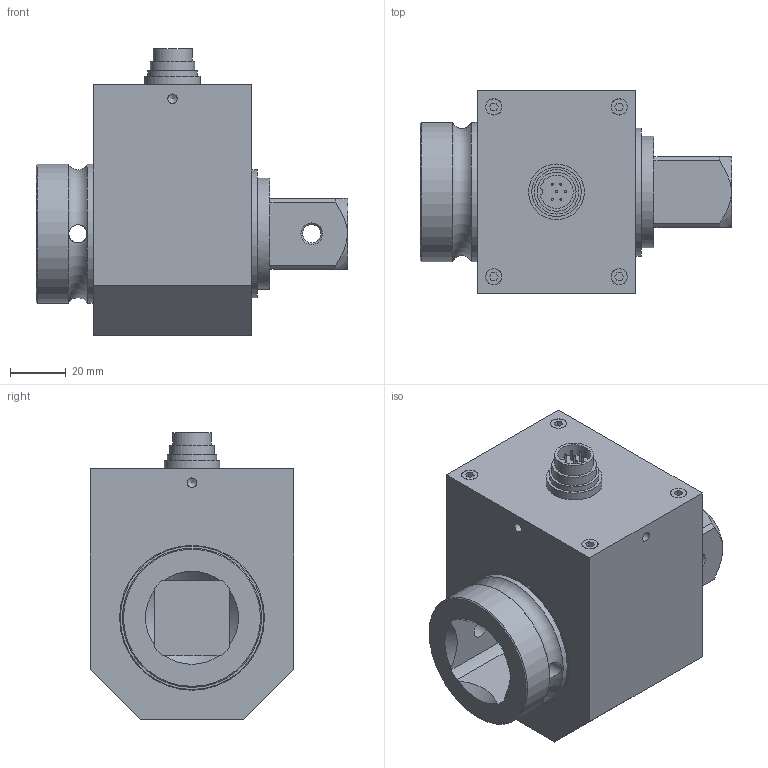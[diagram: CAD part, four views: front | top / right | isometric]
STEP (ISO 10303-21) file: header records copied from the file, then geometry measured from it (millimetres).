
FILE_DESCRIPTION((''),'2;1');
FILE_NAME('TRD300 1000 N-m.stp','2010-12-13T13:49:04',('thomasl'),(''),'Autodesk Inventor 2008','Autodesk Inventor 2008','');
FILE_SCHEMA(('AUTOMOTIVE_DESIGN { 1 0 10303 214 1 1 1 1 }'));
Length unit declared in the file: inch
Products named in the file (2): TRD300 1000 N-m; PART1
Assembly tree (1 placements, depth 2):
  TRD300 1000 N-m
    PART1
Bounding box: 112 x 73 x 103 mm (x, y, z)
Volume: 397309.8 mm3; surface area: 44566.9 mm2
Topology: 1 solids, 10 shells, 179 faces, 388 edges, 248 vertices
Faces by surface type: plane 102, cylinder 56, cone 20, torus 1
Full cylindrical faces by diameter (mm): 0.762 x6, 2.896 x4, 3.422 x3, 3.505 x4, 3.556 x4, 5.74 x4, 5.842 x4, 6.5 x3, 14 x1, 16 x1, 17.75 x1, 19.05 x1, 20 x1, 40 x1, 46 x1, 50 x2, 52 x1
Entity records: 4592 total; most frequent: CARTESIAN_POINT 874, DIRECTION 788, ORIENTED_EDGE 624, EDGE_CURVE 312, AXIS2_PLACEMENT_3D 308, EDGE_LOOP 276, VERTEX_POINT 232, FACE_OUTER_BOUND 179
